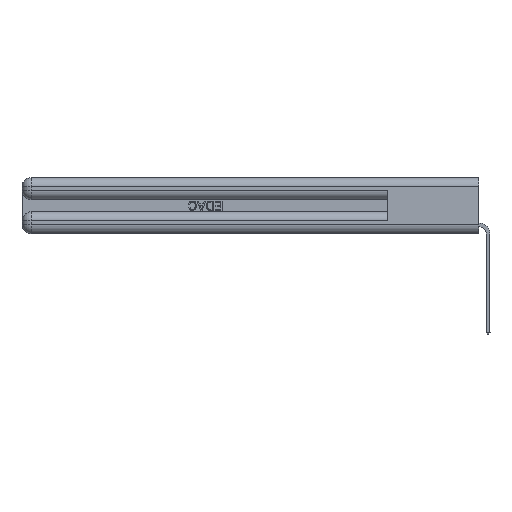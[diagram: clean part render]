
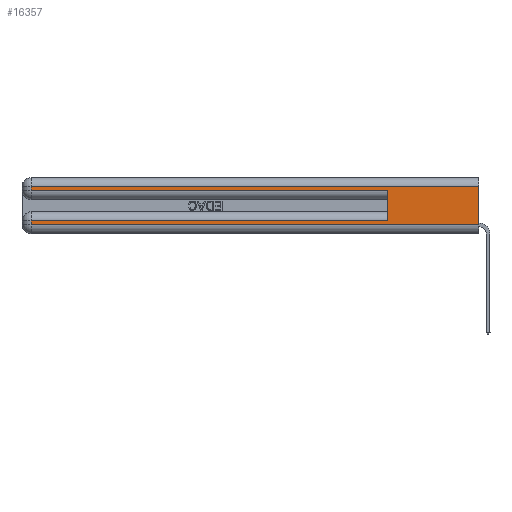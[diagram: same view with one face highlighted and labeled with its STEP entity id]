
A CAD part, left-side view. The second image highlights one B-rep face of the part: STEP entity #16357.
In plain terms, the highlighted planar face has unit normal (-1, 0, 0).
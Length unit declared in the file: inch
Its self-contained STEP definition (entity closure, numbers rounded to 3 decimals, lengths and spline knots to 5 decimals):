
#1639 = CARTESIAN_POINT ( 'NONE',  ( 0., 2.94, 0.085 ) ) ;
#1890 = CARTESIAN_POINT ( 'NONE',  ( 0., 0., 0.085 ) ) ;
#3314 = DIRECTION ( 'NONE',  ( 0., 1., 0. ) ) ;
#3475 = DIRECTION ( 'NONE',  ( 0., 0., -1. ) ) ;
#3559 = EDGE_CURVE ( 'NONE', #8634, #13806, #22043, .T. ) ;
#3909 = CARTESIAN_POINT ( 'NONE',  ( 0., 2.94, 0.285 ) ) ;
#4020 = EDGE_CURVE ( 'NONE', #16274, #17669, #22786, .T. ) ;
#4197 = DIRECTION ( 'NONE',  ( 0., -1., 0. ) ) ;
#4328 = CARTESIAN_POINT ( 'NONE',  ( 0., 2.94, 0.31 ) ) ;
#4370 = CARTESIAN_POINT ( 'NONE',  ( 0., 2.94, 0.37 ) ) ;
#4434 = ORIENTED_EDGE ( 'NONE', *, *, #22184, .T. ) ;
#4760 = VERTEX_POINT ( 'NONE', #3909 ) ;
#5376 = EDGE_CURVE ( 'NONE', #8634, #19704, #10276, .T. ) ;
#5484 = PLANE ( 'NONE',  #9112 ) ;
#6322 = CARTESIAN_POINT ( 'NONE',  ( 0., 0., 0.06 ) ) ;
#6790 = LINE ( 'NONE', #25378, #25695 ) ;
#6881 = VECTOR ( 'NONE', #18037, 39.37008 ) ;
#8634 = VERTEX_POINT ( 'NONE', #16881 ) ;
#8805 = DIRECTION ( 'NONE',  ( 0., 1., 0. ) ) ;
#9112 = AXIS2_PLACEMENT_3D ( 'NONE', #22050, #17314, #12832 ) ;
#10276 = LINE ( 'NONE', #19651, #20433 ) ;
#10515 = CARTESIAN_POINT ( 'NONE',  ( 0., 0., 0.31 ) ) ;
#10534 = CARTESIAN_POINT ( 'NONE',  ( 0., 2.94, 0.37 ) ) ;
#10775 = LINE ( 'NONE', #15420, #20685 ) ;
#11050 = EDGE_CURVE ( 'NONE', #4760, #14902, #6790, .T. ) ;
#11707 = EDGE_CURVE ( 'NONE', #13806, #4760, #21623, .T. ) ;
#11811 = LINE ( 'NONE', #20906, #14777 ) ;
#12832 = DIRECTION ( 'NONE',  ( 0., 0., -1. ) ) ;
#12891 = DIRECTION ( 'NONE',  ( 0., 0., -1. ) ) ;
#13657 = EDGE_LOOP ( 'NONE', ( #21359, #19862, #18048, #24835, #26573, #14109, #19036, #4434 ) ) ;
#13806 = VERTEX_POINT ( 'NONE', #4328 ) ;
#14109 = ORIENTED_EDGE ( 'NONE', *, *, #4020, .T. ) ;
#14777 = VECTOR ( 'NONE', #20752, 39.37008 ) ;
#14902 = VERTEX_POINT ( 'NONE', #18825 ) ;
#14910 = VECTOR ( 'NONE', #8805, 39.37008 ) ;
#15420 = CARTESIAN_POINT ( 'NONE',  ( 0., 0.6, 0.145 ) ) ;
#16047 = LINE ( 'NONE', #4370, #6881 ) ;
#16274 = VERTEX_POINT ( 'NONE', #23414 ) ;
#16357 = ADVANCED_FACE ( 'NONE', ( #24202 ), #5484, .F. ) ;
#16881 = CARTESIAN_POINT ( 'NONE',  ( 0., 0., 0.31 ) ) ;
#17314 = DIRECTION ( 'NONE',  ( 1., 0., 0. ) ) ;
#17669 = VERTEX_POINT ( 'NONE', #1639 ) ;
#18037 = DIRECTION ( 'NONE',  ( 0., 0., -1. ) ) ;
#18048 = ORIENTED_EDGE ( 'NONE', *, *, #11707, .T. ) ;
#18825 = CARTESIAN_POINT ( 'NONE',  ( 0., 0.6, 0.285 ) ) ;
#19036 = ORIENTED_EDGE ( 'NONE', *, *, #22996, .T. ) ;
#19651 = CARTESIAN_POINT ( 'NONE',  ( 0., 0., 0.37 ) ) ;
#19704 = VERTEX_POINT ( 'NONE', #6322 ) ;
#19773 = VECTOR ( 'NONE', #3314, 39.37008 ) ;
#19862 = ORIENTED_EDGE ( 'NONE', *, *, #3559, .T. ) ;
#20433 = VECTOR ( 'NONE', #12891, 39.37008 ) ;
#20540 = EDGE_CURVE ( 'NONE', #16274, #14902, #10775, .T. ) ;
#20685 = VECTOR ( 'NONE', #27327, 39.37008 ) ;
#20752 = DIRECTION ( 'NONE',  ( 0., -1., 0. ) ) ;
#20906 = CARTESIAN_POINT ( 'NONE',  ( 0., 0., 0.06 ) ) ;
#21359 = ORIENTED_EDGE ( 'NONE', *, *, #5376, .F. ) ;
#21623 = LINE ( 'NONE', #10534, #30052 ) ;
#22043 = LINE ( 'NONE', #10515, #19773 ) ;
#22050 = CARTESIAN_POINT ( 'NONE',  ( 0., 0., 0.37 ) ) ;
#22184 = EDGE_CURVE ( 'NONE', #26256, #19704, #11811, .T. ) ;
#22786 = LINE ( 'NONE', #1890, #14910 ) ;
#22996 = EDGE_CURVE ( 'NONE', #17669, #26256, #16047, .T. ) ;
#23414 = CARTESIAN_POINT ( 'NONE',  ( 0., 0.6, 0.085 ) ) ;
#24202 = FACE_OUTER_BOUND ( 'NONE', #13657, .T. ) ;
#24835 = ORIENTED_EDGE ( 'NONE', *, *, #11050, .T. ) ;
#25378 = CARTESIAN_POINT ( 'NONE',  ( 0., 0., 0.285 ) ) ;
#25695 = VECTOR ( 'NONE', #4197, 39.37008 ) ;
#26256 = VERTEX_POINT ( 'NONE', #26920 ) ;
#26573 = ORIENTED_EDGE ( 'NONE', *, *, #20540, .F. ) ;
#26920 = CARTESIAN_POINT ( 'NONE',  ( 0., 2.94, 0.06 ) ) ;
#27327 = DIRECTION ( 'NONE',  ( 0., 0., 1. ) ) ;
#30052 = VECTOR ( 'NONE', #3475, 39.37008 ) ;
